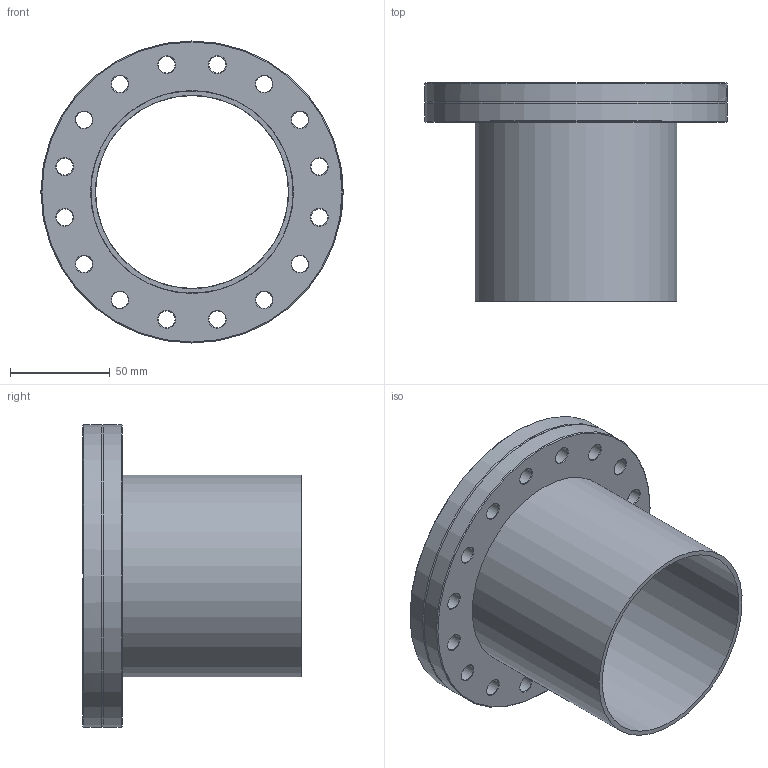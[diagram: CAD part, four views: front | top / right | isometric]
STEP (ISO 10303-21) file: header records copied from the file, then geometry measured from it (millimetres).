
FILE_DESCRIPTION(/* description */ (''),/* implementation_level */ '2;1');
FILE_NAME(/* name */ 'FL-HN100CF.stp',/* time_stamp */ '2020-08-19T15:45:15+01:00',/* author */ ('Paul'),/* organization */ (''),/* preprocessor_version */ 'ST-DEVELOPER v18.1',/* originating_system */ 'Autodesk Inventor 2021',/* authorisation */ '');
FILE_SCHEMA (('AUTOMOTIVE_DESIGN { 1 0 10303 214 3 1 1 }'));
Length unit declared in the file: millimetre
Products named in the file (3): FL-HN100CF; FL-100CF-102; tube
Assembly tree (2 placements, depth 2):
  FL-HN100CF
    FL-100CF-102
    tube
Bounding box: 151.6 x 109.7 x 151.6 mm (x, y, z)
Volume: 252972.9 mm3; surface area: 106674.8 mm2
Topology: 2 solids, 2 shells, 161 faces, 438 edges, 289 vertices
Faces by surface type: bspline 53, cone 37, plane 37, cylinder 33, torus 1
Full cylindrical faces by diameter (mm): 8.4 x16, 96.8 x1, 97 x1, 101.6 x1, 101.9 x1, 120.6 x1, 151.6 x2
Entity records: 17758 total; most frequent: CARTESIAN_POINT 13823, ORIENTED_EDGE 876, DIRECTION 651, EDGE_CURVE 438, VERTEX_POINT 289, AXIS2_PLACEMENT_3D 246, EDGE_LOOP 205, FACE_OUTER_BOUND 161
